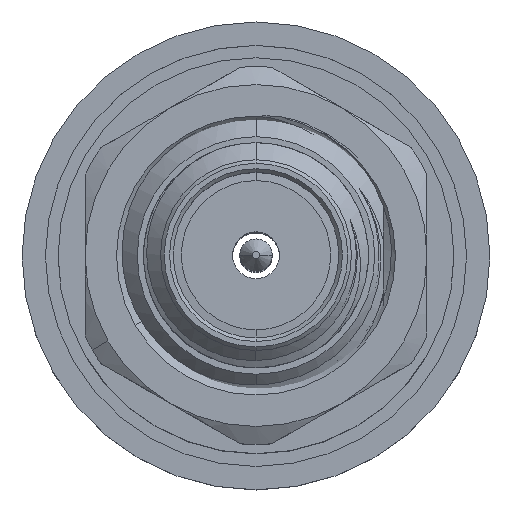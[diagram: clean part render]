
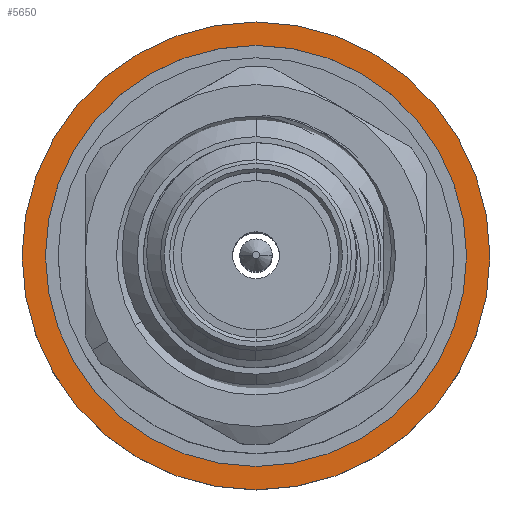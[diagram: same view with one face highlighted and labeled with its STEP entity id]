
A CAD part, top view. The second image highlights one B-rep face of the part: STEP entity #5650.
In plain terms, the highlighted planar face has unit normal (0, 0, 1).
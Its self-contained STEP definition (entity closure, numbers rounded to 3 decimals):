
#475 = EDGE_CURVE ( 'NONE', #3191, #11151, #11913, .T. ) ;
#692 = DIRECTION ( 'NONE',  ( 0., 0., -1. ) ) ;
#915 = CIRCLE ( 'NONE', #12887, 5.85 ) ;
#1488 = ORIENTED_EDGE ( 'NONE', *, *, #11089, .T. ) ;
#1632 = ORIENTED_EDGE ( 'NONE', *, *, #6779, .F. ) ;
#2401 = DIRECTION ( 'NONE',  ( 0., 1., 0. ) ) ;
#2604 = CARTESIAN_POINT ( 'NONE',  ( 0., -5.85, 9.5 ) ) ;
#2784 = AXIS2_PLACEMENT_3D ( 'NONE', #8432, #12498, #3330 ) ;
#3191 = VERTEX_POINT ( 'NONE', #2604 ) ;
#3330 = DIRECTION ( 'NONE',  ( 0., 1., 0. ) ) ;
#3860 = EDGE_LOOP ( 'NONE', ( #4679, #1632 ) ) ;
#4176 = CARTESIAN_POINT ( 'NONE',  ( 0., 6.5, 9.5 ) ) ;
#4418 = DIRECTION ( 'NONE',  ( 0., 0., -1. ) ) ;
#4656 = DIRECTION ( 'NONE',  ( 0., 1., 0. ) ) ;
#4679 = ORIENTED_EDGE ( 'NONE', *, *, #5078, .F. ) ;
#4699 = AXIS2_PLACEMENT_3D ( 'NONE', #9935, #692, #4656 ) ;
#5078 = EDGE_CURVE ( 'NONE', #11879, #9049, #10693, .T. ) ;
#5198 = CARTESIAN_POINT ( 'NONE',  ( 0., 5.85, 9.5 ) ) ;
#5650 = ADVANCED_FACE ( 'NONE', ( #6667, #8610 ), #12677, .T. ) ;
#6527 = DIRECTION ( 'NONE',  ( 0., 0., -1. ) ) ;
#6667 = FACE_BOUND ( 'NONE', #13142, .T. ) ;
#6735 = DIRECTION ( 'NONE',  ( 0., 0., 1. ) ) ;
#6779 = EDGE_CURVE ( 'NONE', #9049, #11879, #11356, .T. ) ;
#7059 = AXIS2_PLACEMENT_3D ( 'NONE', #7613, #6735, #12738 ) ;
#7149 = ORIENTED_EDGE ( 'NONE', *, *, #475, .T. ) ;
#7613 = CARTESIAN_POINT ( 'NONE',  ( 0., 5.85, 9.5 ) ) ;
#7983 = CARTESIAN_POINT ( 'NONE',  ( 0., -6.5, 9.5 ) ) ;
#8432 = CARTESIAN_POINT ( 'NONE',  ( 0., 0., 9.5 ) ) ;
#8610 = FACE_OUTER_BOUND ( 'NONE', #3860, .T. ) ;
#9049 = VERTEX_POINT ( 'NONE', #7983 ) ;
#9935 = CARTESIAN_POINT ( 'NONE',  ( 0., 0., 9.5 ) ) ;
#10693 = CIRCLE ( 'NONE', #4699, 6.5 ) ;
#11089 = EDGE_CURVE ( 'NONE', #11151, #3191, #915, .T. ) ;
#11151 = VERTEX_POINT ( 'NONE', #5198 ) ;
#11356 = CIRCLE ( 'NONE', #2784, 6.5 ) ;
#11581 = CARTESIAN_POINT ( 'NONE',  ( 0., 0., 9.5 ) ) ;
#11879 = VERTEX_POINT ( 'NONE', #4176 ) ;
#11913 = CIRCLE ( 'NONE', #12762, 5.85 ) ;
#12498 = DIRECTION ( 'NONE',  ( 0., 0., -1. ) ) ;
#12534 = CARTESIAN_POINT ( 'NONE',  ( 0., 0., 9.5 ) ) ;
#12601 = DIRECTION ( 'NONE',  ( 0., 1., 0. ) ) ;
#12677 = PLANE ( 'NONE',  #7059 ) ;
#12738 = DIRECTION ( 'NONE',  ( 0., -1., 0. ) ) ;
#12762 = AXIS2_PLACEMENT_3D ( 'NONE', #12534, #6527, #12601 ) ;
#12887 = AXIS2_PLACEMENT_3D ( 'NONE', #11581, #4418, #2401 ) ;
#13142 = EDGE_LOOP ( 'NONE', ( #1488, #7149 ) ) ;
